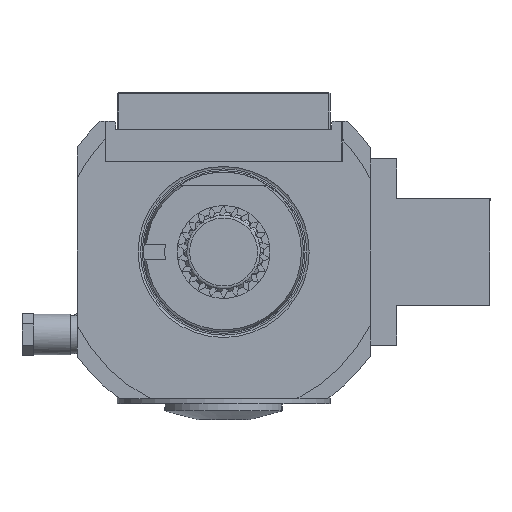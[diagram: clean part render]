
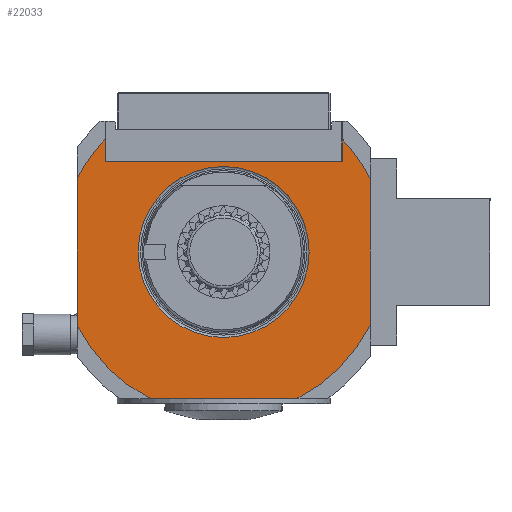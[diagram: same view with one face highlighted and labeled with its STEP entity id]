
A CAD part, front view. The second image highlights one B-rep face of the part: STEP entity #22033.
In plain terms, the highlighted planar face has unit normal (0, -1, 0).
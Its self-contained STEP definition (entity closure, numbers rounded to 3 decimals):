
#571 = AXIS2_PLACEMENT_3D ( 'NONE', #32795, #13779, #33273 ) ;
#1428 = CARTESIAN_POINT ( 'NONE',  ( -55., -1., 27.518 ) ) ;
#2023 = ORIENTED_EDGE ( 'NONE', *, *, #47815, .F. ) ;
#2183 = AXIS2_PLACEMENT_3D ( 'NONE', #2453, #22553, #29240 ) ;
#2453 = CARTESIAN_POINT ( 'NONE',  ( -32.15, -1., 0. ) ) ;
#2495 = DIRECTION ( 'NONE',  ( 1., 0., 0. ) ) ;
#2657 = VERTEX_POINT ( 'NONE', #6340 ) ;
#3659 = ORIENTED_EDGE ( 'NONE', *, *, #35176, .F. ) ;
#4912 = DIRECTION ( 'NONE',  ( 0., 0., -1. ) ) ;
#5895 = ORIENTED_EDGE ( 'NONE', *, *, #24598, .F. ) ;
#6073 = ORIENTED_EDGE ( 'NONE', *, *, #46025, .T. ) ;
#6340 = CARTESIAN_POINT ( 'NONE',  ( 27.518, -1., -55. ) ) ;
#6897 = DIRECTION ( 'NONE',  ( 1., 0., 0. ) ) ;
#6992 = CIRCLE ( 'NONE', #571, 32.095 ) ;
#7399 = CARTESIAN_POINT ( 'NONE',  ( 0., -1., 0. ) ) ;
#8110 = ORIENTED_EDGE ( 'NONE', *, *, #16455, .T. ) ;
#8243 = DIRECTION ( 'NONE',  ( -1., 0., 0. ) ) ;
#9701 = CIRCLE ( 'NONE', #12930, 61.5 ) ;
#10076 = VECTOR ( 'NONE', #10713, 1000. ) ;
#10713 = DIRECTION ( 'NONE',  ( 0., 0., -1. ) ) ;
#10909 = VERTEX_POINT ( 'NONE', #37140 ) ;
#11693 = EDGE_CURVE ( 'NONE', #31174, #27232, #30137, .T. ) ;
#12502 = PLANE ( 'NONE',  #2183 ) ;
#12812 = CARTESIAN_POINT ( 'NONE',  ( 44.5, -1., 42.45 ) ) ;
#12930 = AXIS2_PLACEMENT_3D ( 'NONE', #7399, #49028, #6897 ) ;
#12974 = CARTESIAN_POINT ( 'NONE',  ( 55., -1., 27.518 ) ) ;
#13125 = CARTESIAN_POINT ( 'NONE',  ( 55., -1., -27.518 ) ) ;
#13502 = CARTESIAN_POINT ( 'NONE',  ( -44.5, -1., 0. ) ) ;
#13779 = DIRECTION ( 'NONE',  ( 0., -1., 0. ) ) ;
#13990 = LINE ( 'NONE', #13502, #48824 ) ;
#14376 = EDGE_CURVE ( 'NONE', #20265, #31035, #15717, .T. ) ;
#14706 = ORIENTED_EDGE ( 'NONE', *, *, #16801, .F. ) ;
#15165 = VERTEX_POINT ( 'NONE', #30178 ) ;
#15717 = LINE ( 'NONE', #23737, #37538 ) ;
#15942 = AXIS2_PLACEMENT_3D ( 'NONE', #33566, #25599, #44904 ) ;
#16455 = EDGE_CURVE ( 'NONE', #31035, #25242, #34163, .T. ) ;
#16801 = EDGE_CURVE ( 'NONE', #27232, #2657, #9701, .T. ) ;
#17816 = CARTESIAN_POINT ( 'NONE',  ( 0., -1., 0. ) ) ;
#18199 = CIRCLE ( 'NONE', #24551, 61.5 ) ;
#19984 = VECTOR ( 'NONE', #45001, 1000. ) ;
#20265 = VERTEX_POINT ( 'NONE', #12812 ) ;
#20913 = VECTOR ( 'NONE', #41212, 1000. ) ;
#21800 = DIRECTION ( 'NONE',  ( 0., 0., 1. ) ) ;
#21839 = EDGE_CURVE ( 'NONE', #20265, #31174, #18199, .T. ) ;
#21847 = EDGE_LOOP ( 'NONE', ( #28153, #29953, #8110, #40352, #5895, #6073, #2023, #32178, #14706, #41762 ) ) ;
#22033 = ADVANCED_FACE ( 'Defeature completata1_874', ( #32253, #43836 ), #12502, .F. ) ;
#22375 = DIRECTION ( 'NONE',  ( 0., 1., 0. ) ) ;
#22553 = DIRECTION ( 'NONE',  ( 0., 1., 0. ) ) ;
#22829 = CARTESIAN_POINT ( 'NONE',  ( 0., -1., -55. ) ) ;
#23086 = CARTESIAN_POINT ( 'NONE',  ( 0., -1., 0. ) ) ;
#23737 = CARTESIAN_POINT ( 'NONE',  ( 44.5, -1., 0. ) ) ;
#23952 = AXIS2_PLACEMENT_3D ( 'NONE', #23086, #22375, #30306 ) ;
#24551 = AXIS2_PLACEMENT_3D ( 'NONE', #17816, #29296, #2495 ) ;
#24598 = EDGE_CURVE ( 'NONE', #45655, #10909, #27931, .T. ) ;
#24744 = CIRCLE ( 'NONE', #23952, 61.5 ) ;
#25242 = VERTEX_POINT ( 'NONE', #26655 ) ;
#25599 = DIRECTION ( 'NONE',  ( 0., 1., 0. ) ) ;
#26260 = CARTESIAN_POINT ( 'NONE',  ( -55., -1., -27.518 ) ) ;
#26433 = CARTESIAN_POINT ( 'NONE',  ( -32.15, -1., 34. ) ) ;
#26655 = CARTESIAN_POINT ( 'NONE',  ( -44.5, -1., 34. ) ) ;
#27232 = VERTEX_POINT ( 'NONE', #13125 ) ;
#27931 = CIRCLE ( 'NONE', #15942, 61.5 ) ;
#28153 = ORIENTED_EDGE ( 'NONE', *, *, #21839, .F. ) ;
#29029 = VECTOR ( 'NONE', #8243, 1000. ) ;
#29172 = EDGE_LOOP ( 'NONE', ( #3659 ) ) ;
#29240 = DIRECTION ( 'NONE',  ( 1., 0., 0. ) ) ;
#29296 = DIRECTION ( 'NONE',  ( 0., 1., 0. ) ) ;
#29349 = EDGE_CURVE ( 'NONE', #2657, #32920, #35275, .T. ) ;
#29953 = ORIENTED_EDGE ( 'NONE', *, *, #14376, .T. ) ;
#30137 = LINE ( 'NONE', #37182, #19984 ) ;
#30178 = CARTESIAN_POINT ( 'NONE',  ( -32.095, -1., 0. ) ) ;
#30306 = DIRECTION ( 'NONE',  ( 1., 0., 0. ) ) ;
#31035 = VERTEX_POINT ( 'NONE', #49400 ) ;
#31174 = VERTEX_POINT ( 'NONE', #12974 ) ;
#32178 = ORIENTED_EDGE ( 'NONE', *, *, #29349, .F. ) ;
#32253 = FACE_OUTER_BOUND ( 'NONE', #21847, .T. ) ;
#32795 = CARTESIAN_POINT ( 'NONE',  ( 0., -1., 0. ) ) ;
#32920 = VERTEX_POINT ( 'NONE', #36923 ) ;
#33273 = DIRECTION ( 'NONE',  ( -1., 0., 0. ) ) ;
#33566 = CARTESIAN_POINT ( 'NONE',  ( 0., -1., 0. ) ) ;
#34163 = LINE ( 'NONE', #26433, #20913 ) ;
#35176 = EDGE_CURVE ( 'NONE', #15165, #15165, #6992, .T. ) ;
#35275 = LINE ( 'NONE', #22829, #29029 ) ;
#36923 = CARTESIAN_POINT ( 'NONE',  ( -27.518, -1., -55. ) ) ;
#37140 = CARTESIAN_POINT ( 'NONE',  ( -44.5, -1., 42.45 ) ) ;
#37182 = CARTESIAN_POINT ( 'NONE',  ( 55., -1., 0. ) ) ;
#37538 = VECTOR ( 'NONE', #4912, 1000. ) ;
#40352 = ORIENTED_EDGE ( 'NONE', *, *, #49452, .T. ) ;
#40910 = VERTEX_POINT ( 'NONE', #26260 ) ;
#41212 = DIRECTION ( 'NONE',  ( -1., 0., 0. ) ) ;
#41762 = ORIENTED_EDGE ( 'NONE', *, *, #11693, .F. ) ;
#43646 = CARTESIAN_POINT ( 'NONE',  ( -55., -1., 0. ) ) ;
#43836 = FACE_BOUND ( 'NONE', #29172, .T. ) ;
#44904 = DIRECTION ( 'NONE',  ( 1., 0., 0. ) ) ;
#45001 = DIRECTION ( 'NONE',  ( 0., 0., -1. ) ) ;
#45655 = VERTEX_POINT ( 'NONE', #1428 ) ;
#46025 = EDGE_CURVE ( 'NONE', #45655, #40910, #48592, .T. ) ;
#47815 = EDGE_CURVE ( 'NONE', #32920, #40910, #24744, .T. ) ;
#48592 = LINE ( 'NONE', #43646, #10076 ) ;
#48824 = VECTOR ( 'NONE', #21800, 1000. ) ;
#49028 = DIRECTION ( 'NONE',  ( 0., 1., 0. ) ) ;
#49400 = CARTESIAN_POINT ( 'NONE',  ( 44.5, -1., 34. ) ) ;
#49452 = EDGE_CURVE ( 'NONE', #25242, #10909, #13990, .T. ) ;
